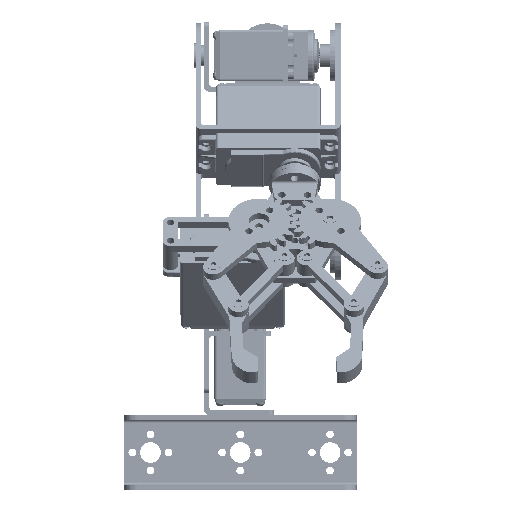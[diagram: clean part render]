
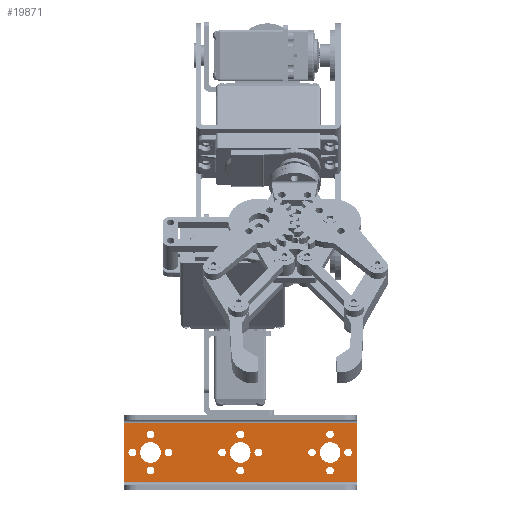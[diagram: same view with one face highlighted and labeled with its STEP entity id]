
A CAD part, left-side view. The second image highlights one B-rep face of the part: STEP entity #19871.
In plain terms, the highlighted face is planar.
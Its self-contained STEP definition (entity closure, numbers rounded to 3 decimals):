
#1081=FACE_BOUND('',#3051,.T.);
#1082=FACE_BOUND('',#3052,.T.);
#1083=FACE_BOUND('',#3053,.T.);
#1084=FACE_BOUND('',#3054,.T.);
#1085=FACE_BOUND('',#3055,.T.);
#1086=FACE_BOUND('',#3056,.T.);
#1087=FACE_BOUND('',#3057,.T.);
#1088=FACE_BOUND('',#3058,.T.);
#1089=FACE_BOUND('',#3059,.T.);
#1090=FACE_BOUND('',#3060,.T.);
#1091=FACE_BOUND('',#3061,.T.);
#1092=FACE_BOUND('',#3062,.T.);
#1093=FACE_BOUND('',#3063,.T.);
#1094=FACE_BOUND('',#3064,.T.);
#1095=FACE_BOUND('',#3065,.T.);
#1391=PLANE('',#21327);
#1898=FACE_OUTER_BOUND('',#3050,.T.);
#3050=EDGE_LOOP('',(#13703,#13704,#13705,#13706));
#3051=EDGE_LOOP('',(#13707));
#3052=EDGE_LOOP('',(#13708));
#3053=EDGE_LOOP('',(#13709));
#3054=EDGE_LOOP('',(#13710));
#3055=EDGE_LOOP('',(#13711));
#3056=EDGE_LOOP('',(#13712));
#3057=EDGE_LOOP('',(#13713));
#3058=EDGE_LOOP('',(#13714));
#3059=EDGE_LOOP('',(#13715));
#3060=EDGE_LOOP('',(#13716));
#3061=EDGE_LOOP('',(#13717));
#3062=EDGE_LOOP('',(#13718));
#3063=EDGE_LOOP('',(#13719));
#3064=EDGE_LOOP('',(#13720));
#3065=EDGE_LOOP('',(#13721));
#4408=LINE('',#29339,#5990);
#4413=LINE('',#29392,#5995);
#4422=LINE('',#29454,#6004);
#4431=LINE('',#29504,#6013);
#5990=VECTOR('',#23381,10.);
#5995=VECTOR('',#23432,10.);
#6004=VECTOR('',#23491,10.);
#6013=VECTOR('',#23542,10.);
#7670=CIRCLE('',#21328,4.);
#7671=CIRCLE('',#21329,1.5);
#7672=CIRCLE('',#21330,1.5);
#7673=CIRCLE('',#21331,1.5);
#7674=CIRCLE('',#21332,1.5);
#7675=CIRCLE('',#21333,1.5);
#7676=CIRCLE('',#21334,4.);
#7677=CIRCLE('',#21335,1.5);
#7678=CIRCLE('',#21336,1.5);
#7679=CIRCLE('',#21337,1.5);
#7680=CIRCLE('',#21338,1.5);
#7681=CIRCLE('',#21339,1.5);
#7682=CIRCLE('',#21340,4.);
#7683=CIRCLE('',#21341,1.5);
#7684=CIRCLE('',#21342,1.5);
#8581=VERTEX_POINT('',#29332);
#8584=VERTEX_POINT('',#29337);
#8606=VERTEX_POINT('',#29385);
#8609=VERTEX_POINT('',#29390);
#8696=VERTEX_POINT('',#29661);
#8697=VERTEX_POINT('',#29663);
#8698=VERTEX_POINT('',#29665);
#8699=VERTEX_POINT('',#29667);
#8700=VERTEX_POINT('',#29669);
#8701=VERTEX_POINT('',#29671);
#8702=VERTEX_POINT('',#29673);
#8703=VERTEX_POINT('',#29675);
#8704=VERTEX_POINT('',#29677);
#8705=VERTEX_POINT('',#29679);
#8706=VERTEX_POINT('',#29681);
#8707=VERTEX_POINT('',#29683);
#8708=VERTEX_POINT('',#29685);
#8709=VERTEX_POINT('',#29687);
#8710=VERTEX_POINT('',#29689);
#10487=EDGE_CURVE('',#8584,#8581,#4408,.T.);
#10513=EDGE_CURVE('',#8609,#8606,#4413,.T.);
#10544=EDGE_CURVE('',#8609,#8581,#4422,.T.);
#10570=EDGE_CURVE('',#8584,#8606,#4431,.T.);
#10649=EDGE_CURVE('',#8696,#8696,#7670,.T.);
#10650=EDGE_CURVE('',#8697,#8697,#7671,.T.);
#10651=EDGE_CURVE('',#8698,#8698,#7672,.T.);
#10652=EDGE_CURVE('',#8699,#8699,#7673,.T.);
#10653=EDGE_CURVE('',#8700,#8700,#7674,.T.);
#10654=EDGE_CURVE('',#8701,#8701,#7675,.T.);
#10655=EDGE_CURVE('',#8702,#8702,#7676,.T.);
#10656=EDGE_CURVE('',#8703,#8703,#7677,.T.);
#10657=EDGE_CURVE('',#8704,#8704,#7678,.T.);
#10658=EDGE_CURVE('',#8705,#8705,#7679,.T.);
#10659=EDGE_CURVE('',#8706,#8706,#7680,.T.);
#10660=EDGE_CURVE('',#8707,#8707,#7681,.T.);
#10661=EDGE_CURVE('',#8708,#8708,#7682,.T.);
#10662=EDGE_CURVE('',#8709,#8709,#7683,.T.);
#10663=EDGE_CURVE('',#8710,#8710,#7684,.T.);
#13703=ORIENTED_EDGE('',*,*,#10487,.F.);
#13704=ORIENTED_EDGE('',*,*,#10570,.T.);
#13705=ORIENTED_EDGE('',*,*,#10513,.F.);
#13706=ORIENTED_EDGE('',*,*,#10544,.T.);
#13707=ORIENTED_EDGE('',*,*,#10649,.T.);
#13708=ORIENTED_EDGE('',*,*,#10650,.T.);
#13709=ORIENTED_EDGE('',*,*,#10651,.T.);
#13710=ORIENTED_EDGE('',*,*,#10652,.T.);
#13711=ORIENTED_EDGE('',*,*,#10653,.T.);
#13712=ORIENTED_EDGE('',*,*,#10654,.T.);
#13713=ORIENTED_EDGE('',*,*,#10655,.T.);
#13714=ORIENTED_EDGE('',*,*,#10656,.T.);
#13715=ORIENTED_EDGE('',*,*,#10657,.T.);
#13716=ORIENTED_EDGE('',*,*,#10658,.T.);
#13717=ORIENTED_EDGE('',*,*,#10659,.T.);
#13718=ORIENTED_EDGE('',*,*,#10660,.T.);
#13719=ORIENTED_EDGE('',*,*,#10661,.T.);
#13720=ORIENTED_EDGE('',*,*,#10662,.T.);
#13721=ORIENTED_EDGE('',*,*,#10663,.T.);
#19871=ADVANCED_FACE('',(#1898,#1081,#1082,#1083,#1084,#1085,#1086,#1087,
#1088,#1089,#1090,#1091,#1092,#1093,#1094,#1095),#1391,.T.);
#21327=AXIS2_PLACEMENT_3D('',#29660,#23736,#23737);
#21328=AXIS2_PLACEMENT_3D('',#29662,#23738,#23739);
#21329=AXIS2_PLACEMENT_3D('',#29664,#23740,#23741);
#21330=AXIS2_PLACEMENT_3D('',#29666,#23742,#23743);
#21331=AXIS2_PLACEMENT_3D('',#29668,#23744,#23745);
#21332=AXIS2_PLACEMENT_3D('',#29670,#23746,#23747);
#21333=AXIS2_PLACEMENT_3D('',#29672,#23748,#23749);
#21334=AXIS2_PLACEMENT_3D('',#29674,#23750,#23751);
#21335=AXIS2_PLACEMENT_3D('',#29676,#23752,#23753);
#21336=AXIS2_PLACEMENT_3D('',#29678,#23754,#23755);
#21337=AXIS2_PLACEMENT_3D('',#29680,#23756,#23757);
#21338=AXIS2_PLACEMENT_3D('',#29682,#23758,#23759);
#21339=AXIS2_PLACEMENT_3D('',#29684,#23760,#23761);
#21340=AXIS2_PLACEMENT_3D('',#29686,#23762,#23763);
#21341=AXIS2_PLACEMENT_3D('',#29688,#23764,#23765);
#21342=AXIS2_PLACEMENT_3D('',#29690,#23766,#23767);
#23381=DIRECTION('',(-1.,0.,0.));
#23432=DIRECTION('',(1.,0.,0.));
#23491=DIRECTION('',(0.,-1.,0.));
#23542=DIRECTION('',(0.,1.,0.));
#23736=DIRECTION('center_axis',(0.,0.,1.));
#23737=DIRECTION('ref_axis',(1.,0.,0.));
#23738=DIRECTION('center_axis',(0.,0.,-1.));
#23739=DIRECTION('ref_axis',(1.,0.,0.));
#23740=DIRECTION('center_axis',(0.,0.,-1.));
#23741=DIRECTION('ref_axis',(1.,0.,0.));
#23742=DIRECTION('center_axis',(0.,0.,-1.));
#23743=DIRECTION('ref_axis',(1.,0.,0.));
#23744=DIRECTION('center_axis',(0.,0.,-1.));
#23745=DIRECTION('ref_axis',(1.,0.,0.));
#23746=DIRECTION('center_axis',(0.,0.,-1.));
#23747=DIRECTION('ref_axis',(1.,0.,0.));
#23748=DIRECTION('center_axis',(0.,0.,-1.));
#23749=DIRECTION('ref_axis',(1.,0.,0.));
#23750=DIRECTION('center_axis',(0.,0.,-1.));
#23751=DIRECTION('ref_axis',(1.,0.,0.));
#23752=DIRECTION('center_axis',(0.,0.,-1.));
#23753=DIRECTION('ref_axis',(1.,0.,0.));
#23754=DIRECTION('center_axis',(0.,0.,-1.));
#23755=DIRECTION('ref_axis',(1.,0.,0.));
#23756=DIRECTION('center_axis',(0.,0.,-1.));
#23757=DIRECTION('ref_axis',(1.,0.,0.));
#23758=DIRECTION('center_axis',(0.,0.,-1.));
#23759=DIRECTION('ref_axis',(1.,0.,0.));
#23760=DIRECTION('center_axis',(0.,0.,-1.));
#23761=DIRECTION('ref_axis',(1.,0.,0.));
#23762=DIRECTION('center_axis',(0.,0.,-1.));
#23763=DIRECTION('ref_axis',(1.,0.,0.));
#23764=DIRECTION('center_axis',(0.,0.,-1.));
#23765=DIRECTION('ref_axis',(1.,0.,0.));
#23766=DIRECTION('center_axis',(0.,0.,-1.));
#23767=DIRECTION('ref_axis',(1.,0.,0.));
#29332=CARTESIAN_POINT('',(0.,-26.,2.));
#29337=CARTESIAN_POINT('',(90.,-26.,2.));
#29339=CARTESIAN_POINT('',(67.5,-26.,2.));
#29385=CARTESIAN_POINT('',(90.,-3.,2.));
#29390=CARTESIAN_POINT('',(0.,-3.,2.));
#29392=CARTESIAN_POINT('',(22.5,-3.,2.));
#29454=CARTESIAN_POINT('',(0.,-29.,2.));
#29504=CARTESIAN_POINT('',(90.,-29.,2.));
#29660=CARTESIAN_POINT('Origin',(45.,-14.5,2.));
#29661=CARTESIAN_POINT('',(75.75,-14.5,2.));
#29662=CARTESIAN_POINT('Origin',(79.75,-14.5,2.));
#29663=CARTESIAN_POINT('',(78.25,-21.5,2.));
#29664=CARTESIAN_POINT('Origin',(79.75,-21.5,2.));
#29665=CARTESIAN_POINT('',(71.25,-14.5,2.));
#29666=CARTESIAN_POINT('Origin',(72.75,-14.5,2.));
#29667=CARTESIAN_POINT('',(78.25,-7.5,2.));
#29668=CARTESIAN_POINT('Origin',(79.75,-7.5,2.));
#29669=CARTESIAN_POINT('',(85.25,-14.5,2.));
#29670=CARTESIAN_POINT('Origin',(86.75,-14.5,2.));
#29671=CARTESIAN_POINT('',(50.5,-14.5,2.));
#29672=CARTESIAN_POINT('Origin',(52.,-14.5,2.));
#29673=CARTESIAN_POINT('',(41.,-14.5,2.));
#29674=CARTESIAN_POINT('Origin',(45.,-14.5,2.));
#29675=CARTESIAN_POINT('',(43.5,-21.5,2.));
#29676=CARTESIAN_POINT('Origin',(45.,-21.5,2.));
#29677=CARTESIAN_POINT('',(1.75,-14.5,2.));
#29678=CARTESIAN_POINT('Origin',(3.25,-14.5,2.));
#29679=CARTESIAN_POINT('',(8.75,-7.5,2.));
#29680=CARTESIAN_POINT('Origin',(10.25,-7.5,2.));
#29681=CARTESIAN_POINT('',(36.5,-14.5,2.));
#29682=CARTESIAN_POINT('Origin',(38.,-14.5,2.));
#29683=CARTESIAN_POINT('',(8.75,-21.5,2.));
#29684=CARTESIAN_POINT('Origin',(10.25,-21.5,2.));
#29685=CARTESIAN_POINT('',(6.25,-14.5,2.));
#29686=CARTESIAN_POINT('Origin',(10.25,-14.5,2.));
#29687=CARTESIAN_POINT('',(15.75,-14.5,2.));
#29688=CARTESIAN_POINT('Origin',(17.25,-14.5,2.));
#29689=CARTESIAN_POINT('',(43.5,-7.5,2.));
#29690=CARTESIAN_POINT('Origin',(45.,-7.5,2.));
